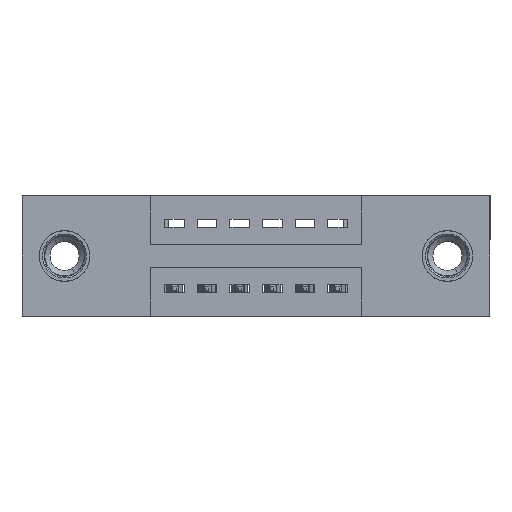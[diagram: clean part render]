
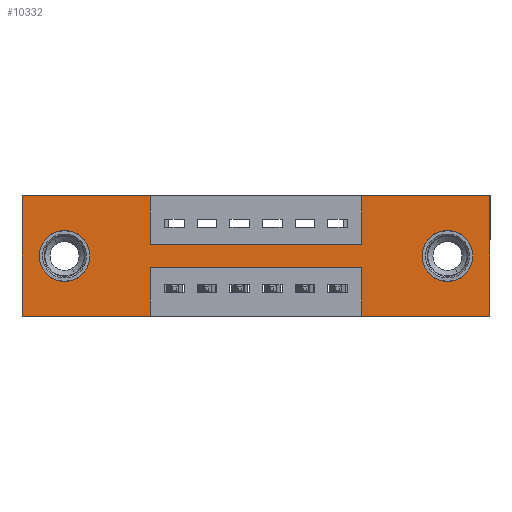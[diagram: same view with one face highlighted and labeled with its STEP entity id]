
A CAD part, front view. The second image highlights one B-rep face of the part: STEP entity #10332.
In plain terms, the highlighted planar face has unit normal (0, -1, 0).
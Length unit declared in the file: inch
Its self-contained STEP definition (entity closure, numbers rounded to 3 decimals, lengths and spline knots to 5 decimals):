
#194 = VECTOR ( 'NONE', #7646, 39.37008 ) ;
#250 = VECTOR ( 'NONE', #7855, 39.37008 ) ;
#362 = CIRCLE ( 'NONE', #9841, 0.078 ) ;
#385 = CARTESIAN_POINT ( 'NONE',  ( 1.305, 0., -0.263 ) ) ;
#467 = ORIENTED_EDGE ( 'NONE', *, *, #3655, .T. ) ;
#518 = EDGE_LOOP ( 'NONE', ( #1167, #10870, #2847, #3324, #10565, #10033, #9627, #6752, #2426, #1575, #7478, #11618 ) ) ;
#613 = VERTEX_POINT ( 'NONE', #385 ) ;
#958 = DIRECTION ( 'NONE',  ( 0., 0., 1. ) ) ;
#980 = DIRECTION ( 'NONE',  ( 0., 1., 0. ) ) ;
#1047 = EDGE_LOOP ( 'NONE', ( #8111, #11619 ) ) ;
#1167 = ORIENTED_EDGE ( 'NONE', *, *, #13424, .F. ) ;
#1219 = CARTESIAN_POINT ( 'NONE',  ( 0.3925, 0., -0.15 ) ) ;
#1330 = VECTOR ( 'NONE', #9363, 39.37008 ) ;
#1552 = AXIS2_PLACEMENT_3D ( 'NONE', #9843, #5455, #5405 ) ;
#1575 = ORIENTED_EDGE ( 'NONE', *, *, #10253, .F. ) ;
#1645 = CARTESIAN_POINT ( 'NONE',  ( 0., 0., 0. ) ) ;
#2071 = CARTESIAN_POINT ( 'NONE',  ( 0.13, 0., -0.185 ) ) ;
#2134 = DIRECTION ( 'NONE',  ( 0., 0., -1. ) ) ;
#2174 = LINE ( 'NONE', #1645, #3201 ) ;
#2377 = EDGE_CURVE ( 'NONE', #8224, #613, #8787, .T. ) ;
#2426 = ORIENTED_EDGE ( 'NONE', *, *, #12708, .F. ) ;
#2511 = DIRECTION ( 'NONE',  ( 0., 0., -1. ) ) ;
#2619 = LINE ( 'NONE', #11997, #10648 ) ;
#2794 = VERTEX_POINT ( 'NONE', #7197 ) ;
#2803 = VERTEX_POINT ( 'NONE', #10387 ) ;
#2823 = CARTESIAN_POINT ( 'NONE',  ( 0.13, 0., -0.107 ) ) ;
#2847 = ORIENTED_EDGE ( 'NONE', *, *, #3922, .F. ) ;
#2892 = FACE_OUTER_BOUND ( 'NONE', #518, .T. ) ;
#3102 = CARTESIAN_POINT ( 'NONE',  ( 1.0425, 0., -0.15 ) ) ;
#3123 = VERTEX_POINT ( 'NONE', #13103 ) ;
#3163 = LINE ( 'NONE', #4615, #250 ) ;
#3168 = LINE ( 'NONE', #5452, #4734 ) ;
#3201 = VECTOR ( 'NONE', #13707, 39.37008 ) ;
#3269 = CARTESIAN_POINT ( 'NONE',  ( 0.3925, 0., 0. ) ) ;
#3324 = ORIENTED_EDGE ( 'NONE', *, *, #11881, .F. ) ;
#3551 = CARTESIAN_POINT ( 'NONE',  ( 0., 0., -0.37 ) ) ;
#3557 = VERTEX_POINT ( 'NONE', #8451 ) ;
#3612 = DIRECTION ( 'NONE',  ( 0., 1., 0. ) ) ;
#3655 = EDGE_CURVE ( 'NONE', #613, #8224, #362, .T. ) ;
#3922 = EDGE_CURVE ( 'NONE', #2794, #8726, #7735, .T. ) ;
#4261 = AXIS2_PLACEMENT_3D ( 'NONE', #13372, #3612, #2511 ) ;
#4263 = CARTESIAN_POINT ( 'NONE',  ( 0., 0., 0. ) ) ;
#4275 = FACE_BOUND ( 'NONE', #8696, .T. ) ;
#4615 = CARTESIAN_POINT ( 'NONE',  ( 0.3925, 0., -0.22 ) ) ;
#4734 = VECTOR ( 'NONE', #13112, 39.37008 ) ;
#4756 = CARTESIAN_POINT ( 'NONE',  ( 0.3925, 0., -0.15 ) ) ;
#4815 = VERTEX_POINT ( 'NONE', #7825 ) ;
#5130 = CARTESIAN_POINT ( 'NONE',  ( 0., 0., 0. ) ) ;
#5263 = VERTEX_POINT ( 'NONE', #5344 ) ;
#5344 = CARTESIAN_POINT ( 'NONE',  ( 0., 0., 0. ) ) ;
#5348 = DIRECTION ( 'NONE',  ( 0., 0., 1. ) ) ;
#5405 = DIRECTION ( 'NONE',  ( 0., 0., -1. ) ) ;
#5449 = LINE ( 'NONE', #3551, #1330 ) ;
#5452 = CARTESIAN_POINT ( 'NONE',  ( 0.3925, 0., -0.37 ) ) ;
#5455 = DIRECTION ( 'NONE',  ( 0., -1., 0. ) ) ;
#5489 = CARTESIAN_POINT ( 'NONE',  ( 1.305, 0., -0.185 ) ) ;
#5924 = LINE ( 'NONE', #13522, #7800 ) ;
#5942 = VECTOR ( 'NONE', #2134, 39.37008 ) ;
#6202 = DIRECTION ( 'NONE',  ( 0., 1., 0. ) ) ;
#6287 = EDGE_CURVE ( 'NONE', #8726, #8150, #3163, .T. ) ;
#6442 = DIRECTION ( 'NONE',  ( 0., 1., 0. ) ) ;
#6598 = DIRECTION ( 'NONE',  ( 0., 0., -1. ) ) ;
#6752 = ORIENTED_EDGE ( 'NONE', *, *, #12904, .F. ) ;
#6788 = LINE ( 'NONE', #4756, #12248 ) ;
#6970 = DIRECTION ( 'NONE',  ( -1., 0., 0. ) ) ;
#7197 = CARTESIAN_POINT ( 'NONE',  ( 1.0425, 0., -0.37 ) ) ;
#7206 = CARTESIAN_POINT ( 'NONE',  ( 0.13, 0., -0.185 ) ) ;
#7218 = LINE ( 'NONE', #13195, #194 ) ;
#7415 = CARTESIAN_POINT ( 'NONE',  ( 0.3925, 0., -0.22 ) ) ;
#7417 = EDGE_CURVE ( 'NONE', #3557, #12763, #7445, .T. ) ;
#7445 = LINE ( 'NONE', #5130, #14078 ) ;
#7478 = ORIENTED_EDGE ( 'NONE', *, *, #12414, .F. ) ;
#7510 = PLANE ( 'NONE',  #1552 ) ;
#7646 = DIRECTION ( 'NONE',  ( 0., 0., 1. ) ) ;
#7735 = LINE ( 'NONE', #9837, #8825 ) ;
#7748 = CARTESIAN_POINT ( 'NONE',  ( 1.305, 0., -0.107 ) ) ;
#7800 = VECTOR ( 'NONE', #6970, 39.37008 ) ;
#7825 = CARTESIAN_POINT ( 'NONE',  ( 0.13, 0., -0.263 ) ) ;
#7855 = DIRECTION ( 'NONE',  ( -1., 0., 0. ) ) ;
#8111 = ORIENTED_EDGE ( 'NONE', *, *, #13978, .T. ) ;
#8150 = VERTEX_POINT ( 'NONE', #7415 ) ;
#8222 = EDGE_CURVE ( 'NONE', #12763, #9707, #2619, .T. ) ;
#8224 = VERTEX_POINT ( 'NONE', #7748 ) ;
#8370 = VECTOR ( 'NONE', #8510, 39.37008 ) ;
#8451 = CARTESIAN_POINT ( 'NONE',  ( 1.0425, 0., 0. ) ) ;
#8510 = DIRECTION ( 'NONE',  ( 1., 0., 0. ) ) ;
#8521 = AXIS2_PLACEMENT_3D ( 'NONE', #7206, #6202, #5348 ) ;
#8688 = CARTESIAN_POINT ( 'NONE',  ( 0.3925, 0., -0.37 ) ) ;
#8696 = EDGE_LOOP ( 'NONE', ( #9688, #467 ) ) ;
#8698 = EDGE_CURVE ( 'NONE', #4815, #11887, #12337, .T. ) ;
#8726 = VERTEX_POINT ( 'NONE', #12971 ) ;
#8753 = EDGE_CURVE ( 'NONE', #10209, #3557, #7218, .T. ) ;
#8787 = CIRCLE ( 'NONE', #4261, 0.078 ) ;
#8825 = VECTOR ( 'NONE', #10836, 39.37008 ) ;
#9005 = DIRECTION ( 'NONE',  ( 1., 0., 0. ) ) ;
#9363 = DIRECTION ( 'NONE',  ( -1., 0., 0. ) ) ;
#9554 = AXIS2_PLACEMENT_3D ( 'NONE', #2071, #6442, #958 ) ;
#9627 = ORIENTED_EDGE ( 'NONE', *, *, #8753, .F. ) ;
#9688 = ORIENTED_EDGE ( 'NONE', *, *, #2377, .T. ) ;
#9707 = VERTEX_POINT ( 'NONE', #12607 ) ;
#9837 = CARTESIAN_POINT ( 'NONE',  ( 1.0425, 0., -0.37 ) ) ;
#9841 = AXIS2_PLACEMENT_3D ( 'NONE', #5489, #980, #6598 ) ;
#9843 = CARTESIAN_POINT ( 'NONE',  ( 0., 0., -0.37 ) ) ;
#10033 = ORIENTED_EDGE ( 'NONE', *, *, #7417, .F. ) ;
#10209 = VERTEX_POINT ( 'NONE', #3102 ) ;
#10253 = EDGE_CURVE ( 'NONE', #5263, #2803, #13634, .T. ) ;
#10332 = ADVANCED_FACE ( 'NONE', ( #4275, #11605, #2892 ), #7510, .T. ) ;
#10387 = CARTESIAN_POINT ( 'NONE',  ( 0.3925, 0., 0. ) ) ;
#10565 = ORIENTED_EDGE ( 'NONE', *, *, #8222, .F. ) ;
#10648 = VECTOR ( 'NONE', #12138, 39.37008 ) ;
#10684 = EDGE_CURVE ( 'NONE', #13239, #3123, #5924, .T. ) ;
#10836 = DIRECTION ( 'NONE',  ( 0., 0., 1. ) ) ;
#10870 = ORIENTED_EDGE ( 'NONE', *, *, #6287, .F. ) ;
#11190 = CIRCLE ( 'NONE', #9554, 0.078 ) ;
#11229 = CARTESIAN_POINT ( 'NONE',  ( 1.435, 0., 0. ) ) ;
#11605 = FACE_BOUND ( 'NONE', #1047, .T. ) ;
#11618 = ORIENTED_EDGE ( 'NONE', *, *, #10684, .F. ) ;
#11619 = ORIENTED_EDGE ( 'NONE', *, *, #8698, .T. ) ;
#11750 = LINE ( 'NONE', #3269, #5942 ) ;
#11881 = EDGE_CURVE ( 'NONE', #9707, #2794, #5449, .T. ) ;
#11887 = VERTEX_POINT ( 'NONE', #2823 ) ;
#11997 = CARTESIAN_POINT ( 'NONE',  ( 1.435, 0., 0. ) ) ;
#12138 = DIRECTION ( 'NONE',  ( 0., 0., -1. ) ) ;
#12188 = DIRECTION ( 'NONE',  ( 1., 0., 0. ) ) ;
#12248 = VECTOR ( 'NONE', #12188, 39.37008 ) ;
#12337 = CIRCLE ( 'NONE', #8521, 0.078 ) ;
#12414 = EDGE_CURVE ( 'NONE', #3123, #5263, #2174, .T. ) ;
#12607 = CARTESIAN_POINT ( 'NONE',  ( 1.435, 0., -0.37 ) ) ;
#12708 = EDGE_CURVE ( 'NONE', #2803, #13476, #11750, .T. ) ;
#12763 = VERTEX_POINT ( 'NONE', #11229 ) ;
#12904 = EDGE_CURVE ( 'NONE', #13476, #10209, #6788, .T. ) ;
#12971 = CARTESIAN_POINT ( 'NONE',  ( 1.0425, 0., -0.22 ) ) ;
#13103 = CARTESIAN_POINT ( 'NONE',  ( 0., 0., -0.37 ) ) ;
#13112 = DIRECTION ( 'NONE',  ( 0., 0., -1. ) ) ;
#13195 = CARTESIAN_POINT ( 'NONE',  ( 1.0425, 0., 0. ) ) ;
#13239 = VERTEX_POINT ( 'NONE', #8688 ) ;
#13372 = CARTESIAN_POINT ( 'NONE',  ( 1.305, 0., -0.185 ) ) ;
#13424 = EDGE_CURVE ( 'NONE', #8150, #13239, #3168, .T. ) ;
#13476 = VERTEX_POINT ( 'NONE', #1219 ) ;
#13522 = CARTESIAN_POINT ( 'NONE',  ( 0., 0., -0.37 ) ) ;
#13634 = LINE ( 'NONE', #4263, #8370 ) ;
#13707 = DIRECTION ( 'NONE',  ( 0., 0., 1. ) ) ;
#13978 = EDGE_CURVE ( 'NONE', #11887, #4815, #11190, .T. ) ;
#14078 = VECTOR ( 'NONE', #9005, 39.37008 ) ;
